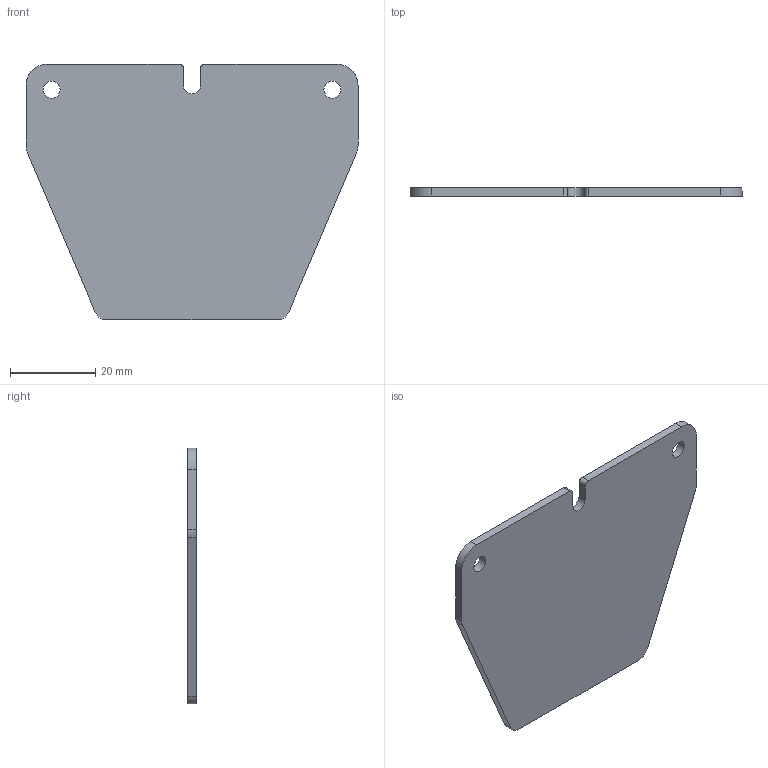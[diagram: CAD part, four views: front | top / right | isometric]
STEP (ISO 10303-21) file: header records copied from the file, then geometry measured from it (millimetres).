
FILE_DESCRIPTION (( 'STEP AP214' ), '1' );
FILE_NAME ('shroud_Simple_v2_flat_pattern.STEP', '2022-06-14T15:35:39', ( '' ), ( '' ), 'SwSTEP 2.0', 'SolidWorks 2020', '' );
FILE_SCHEMA (( 'AUTOMOTIVE_DESIGN' ));
Length unit declared in the file: millimetre
Products named in the file (1): shroud_Simple_v2_flat_pattern
Bounding box: 77.91 x 2 x 60 mm (x, y, z)
Volume: 7860.9 mm3; surface area: 8421 mm2
Topology: 1 solids, 1 shells, 24 faces, 66 edges, 44 vertices
Faces by surface type: cylinder 13, plane 11
Entity records: 818 total; most frequent: DIRECTION 142, CARTESIAN_POINT 135, ORIENTED_EDGE 132, EDGE_CURVE 66, AXIS2_PLACEMENT_3D 51, VERTEX_POINT 44, VECTOR 40, LINE 40
